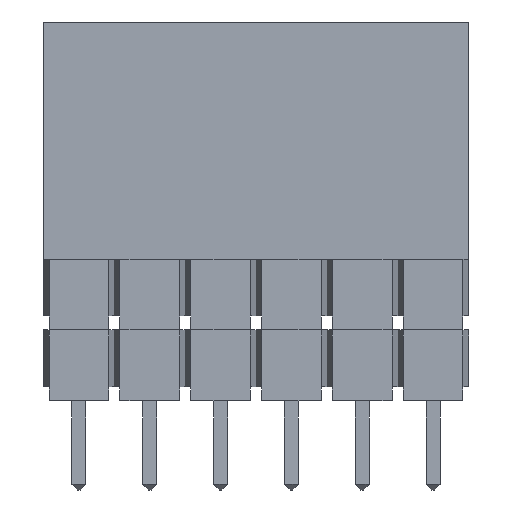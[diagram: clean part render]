
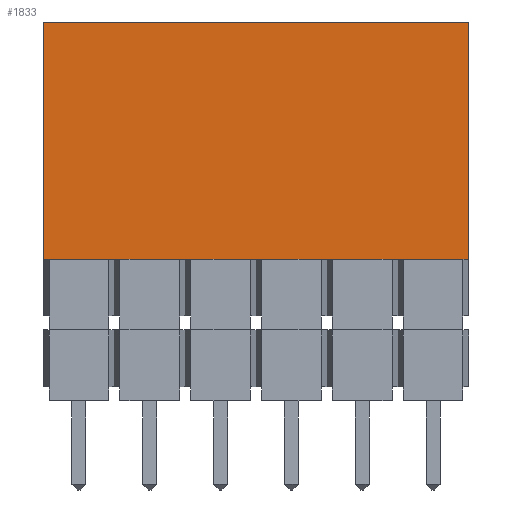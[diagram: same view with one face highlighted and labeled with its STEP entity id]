
A CAD part, front view. The second image highlights one B-rep face of the part: STEP entity #1833.
In plain terms, the highlighted planar face has unit normal (0, -1, 0).
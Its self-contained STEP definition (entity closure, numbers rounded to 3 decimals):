
#954 = VERTEX_POINT('',#955);
#955 = CARTESIAN_POINT('',(-1.07,-1.27,5.08));
#961 = EDGE_CURVE('',#954,#962,#964,.T.);
#962 = VERTEX_POINT('',#963);
#963 = CARTESIAN_POINT('',(1.07,-1.27,5.08));
#964 = LINE('',#965,#966);
#965 = CARTESIAN_POINT('',(-1.27,-1.27,5.08));
#966 = VECTOR('',#967,1.);
#967 = DIRECTION('',(1.,0.,0.));
#1833 = ADVANCED_FACE('',(#1834),#1955,.F.);
#1834 = FACE_BOUND('',#1835,.F.);
#1835 = EDGE_LOOP('',(#1836,#1844,#1852,#1860,#1868,#1876,#1884,#1892,
    #1900,#1908,#1916,#1924,#1932,#1940,#1948,#1954));
#1836 = ORIENTED_EDGE('',*,*,#1837,.F.);
#1837 = EDGE_CURVE('',#1838,#954,#1840,.T.);
#1838 = VERTEX_POINT('',#1839);
#1839 = CARTESIAN_POINT('',(-1.27,-1.27,5.08));
#1840 = LINE('',#1841,#1842);
#1841 = CARTESIAN_POINT('',(-1.27,-1.27,5.08));
#1842 = VECTOR('',#1843,1.);
#1843 = DIRECTION('',(1.,0.,0.));
#1844 = ORIENTED_EDGE('',*,*,#1845,.T.);
#1845 = EDGE_CURVE('',#1838,#1846,#1848,.T.);
#1846 = VERTEX_POINT('',#1847);
#1847 = CARTESIAN_POINT('',(-1.27,-1.27,13.58));
#1848 = LINE('',#1849,#1850);
#1849 = CARTESIAN_POINT('',(-1.27,-1.27,5.08));
#1850 = VECTOR('',#1851,1.);
#1851 = DIRECTION('',(0.,0.,1.));
#1852 = ORIENTED_EDGE('',*,*,#1853,.T.);
#1853 = EDGE_CURVE('',#1846,#1854,#1856,.T.);
#1854 = VERTEX_POINT('',#1855);
#1855 = CARTESIAN_POINT('',(13.97,-1.27,13.58));
#1856 = LINE('',#1857,#1858);
#1857 = CARTESIAN_POINT('',(-1.27,-1.27,13.58));
#1858 = VECTOR('',#1859,1.);
#1859 = DIRECTION('',(1.,0.,0.));
#1860 = ORIENTED_EDGE('',*,*,#1861,.F.);
#1861 = EDGE_CURVE('',#1862,#1854,#1864,.T.);
#1862 = VERTEX_POINT('',#1863);
#1863 = CARTESIAN_POINT('',(13.97,-1.27,5.08));
#1864 = LINE('',#1865,#1866);
#1865 = CARTESIAN_POINT('',(13.97,-1.27,5.08));
#1866 = VECTOR('',#1867,1.);
#1867 = DIRECTION('',(0.,0.,1.));
#1868 = ORIENTED_EDGE('',*,*,#1869,.F.);
#1869 = EDGE_CURVE('',#1870,#1862,#1872,.T.);
#1870 = VERTEX_POINT('',#1871);
#1871 = CARTESIAN_POINT('',(13.77,-1.27,5.08));
#1872 = LINE('',#1873,#1874);
#1873 = CARTESIAN_POINT('',(-1.27,-1.27,5.08));
#1874 = VECTOR('',#1875,1.);
#1875 = DIRECTION('',(1.,0.,0.));
#1876 = ORIENTED_EDGE('',*,*,#1877,.F.);
#1877 = EDGE_CURVE('',#1878,#1870,#1880,.T.);
#1878 = VERTEX_POINT('',#1879);
#1879 = CARTESIAN_POINT('',(11.63,-1.27,5.08));
#1880 = LINE('',#1881,#1882);
#1881 = CARTESIAN_POINT('',(11.43,-1.27,5.08));
#1882 = VECTOR('',#1883,1.);
#1883 = DIRECTION('',(1.,0.,0.));
#1884 = ORIENTED_EDGE('',*,*,#1885,.F.);
#1885 = EDGE_CURVE('',#1886,#1878,#1888,.T.);
#1886 = VERTEX_POINT('',#1887);
#1887 = CARTESIAN_POINT('',(11.23,-1.27,5.08));
#1888 = LINE('',#1889,#1890);
#1889 = CARTESIAN_POINT('',(-1.27,-1.27,5.08));
#1890 = VECTOR('',#1891,1.);
#1891 = DIRECTION('',(1.,0.,0.));
#1892 = ORIENTED_EDGE('',*,*,#1893,.F.);
#1893 = EDGE_CURVE('',#1894,#1886,#1896,.T.);
#1894 = VERTEX_POINT('',#1895);
#1895 = CARTESIAN_POINT('',(9.09,-1.27,5.08));
#1896 = LINE('',#1897,#1898);
#1897 = CARTESIAN_POINT('',(8.89,-1.27,5.08));
#1898 = VECTOR('',#1899,1.);
#1899 = DIRECTION('',(1.,0.,0.));
#1900 = ORIENTED_EDGE('',*,*,#1901,.F.);
#1901 = EDGE_CURVE('',#1902,#1894,#1904,.T.);
#1902 = VERTEX_POINT('',#1903);
#1903 = CARTESIAN_POINT('',(8.69,-1.27,5.08));
#1904 = LINE('',#1905,#1906);
#1905 = CARTESIAN_POINT('',(-1.27,-1.27,5.08));
#1906 = VECTOR('',#1907,1.);
#1907 = DIRECTION('',(1.,0.,0.));
#1908 = ORIENTED_EDGE('',*,*,#1909,.F.);
#1909 = EDGE_CURVE('',#1910,#1902,#1912,.T.);
#1910 = VERTEX_POINT('',#1911);
#1911 = CARTESIAN_POINT('',(6.55,-1.27,5.08));
#1912 = LINE('',#1913,#1914);
#1913 = CARTESIAN_POINT('',(6.35,-1.27,5.08));
#1914 = VECTOR('',#1915,1.);
#1915 = DIRECTION('',(1.,0.,0.));
#1916 = ORIENTED_EDGE('',*,*,#1917,.F.);
#1917 = EDGE_CURVE('',#1918,#1910,#1920,.T.);
#1918 = VERTEX_POINT('',#1919);
#1919 = CARTESIAN_POINT('',(6.15,-1.27,5.08));
#1920 = LINE('',#1921,#1922);
#1921 = CARTESIAN_POINT('',(-1.27,-1.27,5.08));
#1922 = VECTOR('',#1923,1.);
#1923 = DIRECTION('',(1.,0.,0.));
#1924 = ORIENTED_EDGE('',*,*,#1925,.F.);
#1925 = EDGE_CURVE('',#1926,#1918,#1928,.T.);
#1926 = VERTEX_POINT('',#1927);
#1927 = CARTESIAN_POINT('',(4.01,-1.27,5.08));
#1928 = LINE('',#1929,#1930);
#1929 = CARTESIAN_POINT('',(3.81,-1.27,5.08));
#1930 = VECTOR('',#1931,1.);
#1931 = DIRECTION('',(1.,0.,0.));
#1932 = ORIENTED_EDGE('',*,*,#1933,.F.);
#1933 = EDGE_CURVE('',#1934,#1926,#1936,.T.);
#1934 = VERTEX_POINT('',#1935);
#1935 = CARTESIAN_POINT('',(3.61,-1.27,5.08));
#1936 = LINE('',#1937,#1938);
#1937 = CARTESIAN_POINT('',(-1.27,-1.27,5.08));
#1938 = VECTOR('',#1939,1.);
#1939 = DIRECTION('',(1.,0.,0.));
#1940 = ORIENTED_EDGE('',*,*,#1941,.F.);
#1941 = EDGE_CURVE('',#1942,#1934,#1944,.T.);
#1942 = VERTEX_POINT('',#1943);
#1943 = CARTESIAN_POINT('',(1.47,-1.27,5.08));
#1944 = LINE('',#1945,#1946);
#1945 = CARTESIAN_POINT('',(1.27,-1.27,5.08));
#1946 = VECTOR('',#1947,1.);
#1947 = DIRECTION('',(1.,0.,0.));
#1948 = ORIENTED_EDGE('',*,*,#1949,.F.);
#1949 = EDGE_CURVE('',#962,#1942,#1950,.T.);
#1950 = LINE('',#1951,#1952);
#1951 = CARTESIAN_POINT('',(-1.27,-1.27,5.08));
#1952 = VECTOR('',#1953,1.);
#1953 = DIRECTION('',(1.,0.,0.));
#1954 = ORIENTED_EDGE('',*,*,#961,.F.);
#1955 = PLANE('',#1956);
#1956 = AXIS2_PLACEMENT_3D('',#1957,#1958,#1959);
#1957 = CARTESIAN_POINT('',(-1.27,-1.27,5.08));
#1958 = DIRECTION('',(0.,1.,0.));
#1959 = DIRECTION('',(0.,0.,1.));
